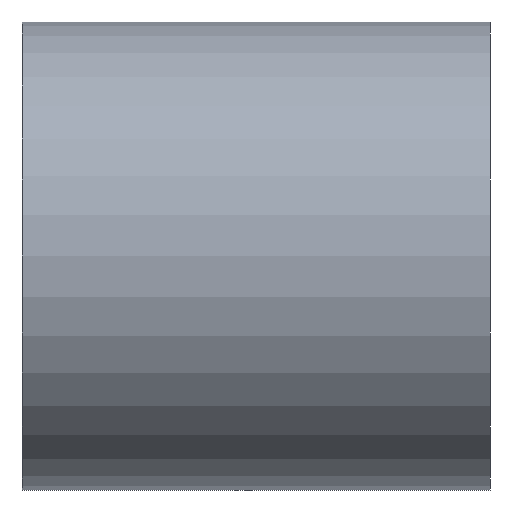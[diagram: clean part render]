
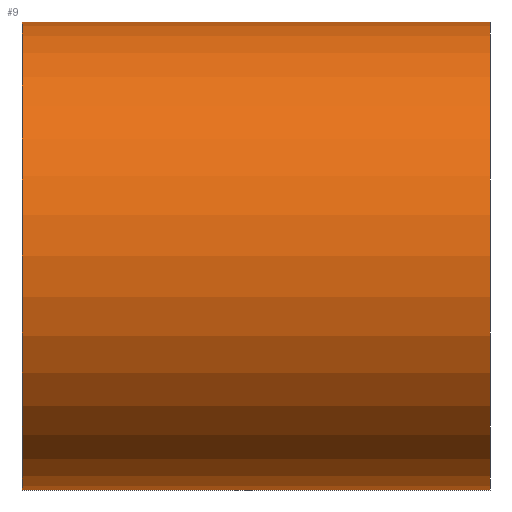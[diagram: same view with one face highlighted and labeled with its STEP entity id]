
A CAD part, left-side view. The second image highlights one B-rep face of the part: STEP entity #9.
In plain terms, the highlighted cylindrical face has radius 25.4 mm (diameter 50.8 mm), a partial arc.
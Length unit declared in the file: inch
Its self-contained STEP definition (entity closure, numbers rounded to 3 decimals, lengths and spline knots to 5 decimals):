
#1 = AXIS2_PLACEMENT_3D ( 'NONE', #74, #75, #76 ) ;
#9 = ADVANCED_FACE ( 'NONE', ( #136 ), #132, .T. ) ;
#13 = CIRCLE ( 'NONE', #26, 1. ) ;
#15 = CIRCLE ( 'NONE', #1, 1. ) ;
#22 = VECTOR ( 'NONE', #71, 39.37008 ) ;
#23 = VECTOR ( 'NONE', #79, 39.37008 ) ;
#26 = AXIS2_PLACEMENT_3D ( 'NONE', #68, #72, #73 ) ;
#59 = CARTESIAN_POINT ( 'NONE',  ( 0., 0., -1. ) ) ;
#60 = CARTESIAN_POINT ( 'NONE',  ( 0., 2., -1. ) ) ;
#61 = CARTESIAN_POINT ( 'NONE',  ( 0., 2., 1. ) ) ;
#68 = CARTESIAN_POINT ( 'NONE',  ( 0., 2., 0. ) ) ;
#69 = LINE ( 'NONE', #70, #22 ) ;
#70 = CARTESIAN_POINT ( 'NONE',  ( 0., 2., -1. ) ) ;
#71 = DIRECTION ( 'NONE',  ( 0., -1., 0. ) ) ;
#72 = DIRECTION ( 'NONE',  ( 0., 1., 0. ) ) ;
#73 = DIRECTION ( 'NONE',  ( 0., 0., 1. ) ) ;
#74 = CARTESIAN_POINT ( 'NONE',  ( 0., 0., 0. ) ) ;
#75 = DIRECTION ( 'NONE',  ( 0., 1., 0. ) ) ;
#76 = DIRECTION ( 'NONE',  ( 0., 0., 1. ) ) ;
#77 = LINE ( 'NONE', #78, #23 ) ;
#78 = CARTESIAN_POINT ( 'NONE',  ( 0., 2., 1. ) ) ;
#79 = DIRECTION ( 'NONE',  ( 0., -1., 0. ) ) ;
#84 = ORIENTED_EDGE ( 'NONE', *, *, #148, .T. ) ;
#92 = ORIENTED_EDGE ( 'NONE', *, *, #149, .F. ) ;
#93 = ORIENTED_EDGE ( 'NONE', *, *, #146, .T. ) ;
#94 = ORIENTED_EDGE ( 'NONE', *, *, #147, .F. ) ;
#96 = EDGE_LOOP ( 'NONE', ( #92, #94, #93, #84 ) ) ;
#100 = VERTEX_POINT ( 'NONE', #128 ) ;
#101 = VERTEX_POINT ( 'NONE', #59 ) ;
#102 = VERTEX_POINT ( 'NONE', #60 ) ;
#103 = VERTEX_POINT ( 'NONE', #61 ) ;
#112 = CARTESIAN_POINT ( 'NONE',  ( 0., 2., 0. ) ) ;
#113 = DIRECTION ( 'NONE',  ( 0., -1., 0. ) ) ;
#114 = DIRECTION ( 'NONE',  ( 0., 0., -1. ) ) ;
#128 = CARTESIAN_POINT ( 'NONE',  ( 0., 0., 1. ) ) ;
#132 = CYLINDRICAL_SURFACE ( 'NONE', #140, 1. ) ;
#136 = FACE_OUTER_BOUND ( 'NONE', #96, .T. ) ;
#140 = AXIS2_PLACEMENT_3D ( 'NONE', #112, #113, #114 ) ;
#146 = EDGE_CURVE ( 'NONE', #102, #101, #69, .T. ) ;
#147 = EDGE_CURVE ( 'NONE', #102, #103, #13, .T. ) ;
#148 = EDGE_CURVE ( 'NONE', #101, #100, #15, .T. ) ;
#149 = EDGE_CURVE ( 'NONE', #103, #100, #77, .T. ) ;
